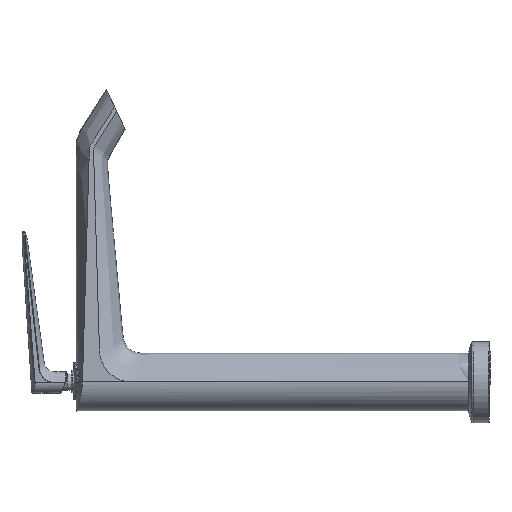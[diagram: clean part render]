
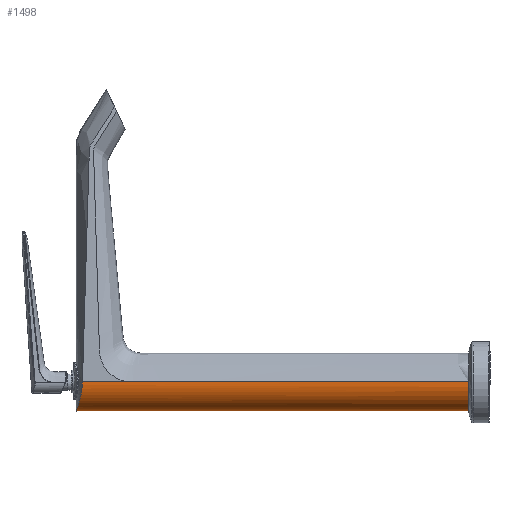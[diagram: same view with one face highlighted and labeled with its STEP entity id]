
A CAD part, left-side view. The second image highlights one B-rep face of the part: STEP entity #1498.
In plain terms, the highlighted cylindrical face has radius 18 mm (diameter 36 mm), a partial arc.
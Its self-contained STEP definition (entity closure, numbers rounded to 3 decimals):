
#21=LINE('',#3010,#38);
#22=LINE('',#3012,#39);
#23=LINE('',#3013,#40);
#38=VECTOR('',#1792,238.269);
#39=VECTOR('',#1793,32.911);
#40=VECTOR('',#1794,205.358);
#207=B_SPLINE_CURVE_WITH_KNOTS('',3,(#2231,#2232,#2233,#2234,#2235,#2236,
#2237,#2238,#2239,#2240,#2241,#2242,#2243,#2244,#2245,#2246),
 .UNSPECIFIED.,.F.,.F.,(4,2,2,2,2,2,2,4),(2.849,2.957,
3.126,3.465,3.93,4.536,5.184,
5.738),.UNSPECIFIED.);
#208=B_SPLINE_CURVE_WITH_KNOTS('',3,(#2247,#2248,#2249,#2250,#2251,#2252,
#2253,#2254,#2255,#2256,#2257,#2258,#2259,#2260,#2261,#2262),
 .UNSPECIFIED.,.F.,.F.,(4,2,2,2,2,2,2,4),(5.738,5.84,
6.525,7.245,7.908,8.322,8.503,
8.627),.UNSPECIFIED.);
#404=FACE_OUTER_BOUND('',#521,.T.);
#521=EDGE_LOOP('',(#1141,#1142,#1143,#1144,#1145,#1146));
#619=CIRCLE('',#1622,18.);
#662=VERTEX_POINT('',#2189);
#666=VERTEX_POINT('',#2215);
#667=VERTEX_POINT('',#2230);
#705=VERTEX_POINT('',#3007);
#706=VERTEX_POINT('',#3008);
#707=VERTEX_POINT('',#3011);
#807=EDGE_CURVE('',#666,#667,#207,.T.);
#808=EDGE_CURVE('',#667,#662,#208,.T.);
#862=EDGE_CURVE('',#705,#706,#619,.T.);
#863=EDGE_CURVE('',#706,#662,#21,.T.);
#864=EDGE_CURVE('',#707,#666,#22,.T.);
#865=EDGE_CURVE('',#705,#707,#23,.T.);
#1141=ORIENTED_EDGE('',*,*,#862,.T.);
#1142=ORIENTED_EDGE('',*,*,#863,.T.);
#1143=ORIENTED_EDGE('',*,*,#808,.F.);
#1144=ORIENTED_EDGE('',*,*,#807,.F.);
#1145=ORIENTED_EDGE('',*,*,#864,.F.);
#1146=ORIENTED_EDGE('',*,*,#865,.F.);
#1452=CYLINDRICAL_SURFACE('',#1621,18.);
#1498=ADVANCED_FACE('',(#404),#1452,.T.);
#1621=AXIS2_PLACEMENT_3D('',#3006,#1788,#1789);
#1622=AXIS2_PLACEMENT_3D('',#3009,#1790,#1791);
#1788=DIRECTION('center_axis',(0.,1.,0.));
#1789=DIRECTION('ref_axis',(-1.,0.,-0.013));
#1790=DIRECTION('center_axis',(0.,1.,0.));
#1791=DIRECTION('ref_axis',(-1.,0.,-0.013));
#1792=DIRECTION('',(0.,1.,0.));
#1793=DIRECTION('',(0.,1.,0.));
#1794=DIRECTION('',(0.,1.,0.));
#2189=CARTESIAN_POINT('',(-17.998,251.108,0.236));
#2215=CARTESIAN_POINT('',(17.998,251.108,0.236));
#2230=CARTESIAN_POINT('',(0.,255.039,-18.));
#2231=CARTESIAN_POINT('Ctrl Pts',(17.998,251.108,0.236));
#2232=CARTESIAN_POINT('Ctrl Pts',(18.003,251.118,-0.121));
#2233=CARTESIAN_POINT('Ctrl Pts',(17.997,251.133,-0.478));
#2234=CARTESIAN_POINT('Ctrl Pts',(17.954,251.184,-1.398));
#2235=CARTESIAN_POINT('Ctrl Pts',(17.902,251.227,-1.96));
#2236=CARTESIAN_POINT('Ctrl Pts',(17.666,251.384,-3.632));
#2237=CARTESIAN_POINT('Ctrl Pts',(17.405,251.528,-4.724));
#2238=CARTESIAN_POINT('Ctrl Pts',(16.555,251.939,-7.23));
#2239=CARTESIAN_POINT('Ctrl Pts',(15.884,252.229,-8.603));
#2240=CARTESIAN_POINT('Ctrl Pts',(13.967,252.937,-11.525));
#2241=CARTESIAN_POINT('Ctrl Pts',(12.615,253.364,-12.992));
#2242=CARTESIAN_POINT('Ctrl Pts',(9.373,254.155,-15.513));
#2243=CARTESIAN_POINT('Ctrl Pts',(7.469,254.507,-16.518));
#2244=CARTESIAN_POINT('Ctrl Pts',(3.666,254.934,-17.718));
#2245=CARTESIAN_POINT('Ctrl Pts',(1.84,255.039,-18.));
#2246=CARTESIAN_POINT('Ctrl Pts',(0.,255.039,
-18.));
#2247=CARTESIAN_POINT('Ctrl Pts',(0.,255.039,
-18.));
#2248=CARTESIAN_POINT('Ctrl Pts',(-0.337,255.039,-18.));
#2249=CARTESIAN_POINT('Ctrl Pts',(-0.674,255.035,-17.991));
#2250=CARTESIAN_POINT('Ctrl Pts',(-3.295,254.981,-17.843));
#2251=CARTESIAN_POINT('Ctrl Pts',(-5.517,254.773,-17.283));
#2252=CARTESIAN_POINT('Ctrl Pts',(-9.726,254.101,-15.331));
#2253=CARTESIAN_POINT('Ctrl Pts',(-11.649,253.633,-13.922));
#2254=CARTESIAN_POINT('Ctrl Pts',(-14.706,252.697,-10.603));
#2255=CARTESIAN_POINT('Ctrl Pts',(-15.877,252.237,-8.756));
#2256=CARTESIAN_POINT('Ctrl Pts',(-17.201,251.637,-5.476));
#2257=CARTESIAN_POINT('Ctrl Pts',(-17.568,251.442,-4.155));
#2258=CARTESIAN_POINT('Ctrl Pts',(-17.875,251.247,-2.205));
#2259=CARTESIAN_POINT('Ctrl Pts',(-17.938,251.198,-1.606));
#2260=CARTESIAN_POINT('Ctrl Pts',(-17.995,251.138,-0.591));
#2261=CARTESIAN_POINT('Ctrl Pts',(-18.004,251.12,-0.178));
#2262=CARTESIAN_POINT('Ctrl Pts',(-17.998,251.108,0.236));
#3006=CARTESIAN_POINT('Origin',(0.,0.,0.));
#3007=CARTESIAN_POINT('',(17.998,12.839,0.236));
#3008=CARTESIAN_POINT('',(-17.998,12.839,0.236));
#3009=CARTESIAN_POINT('Origin',(0.,12.839,0.));
#3010=CARTESIAN_POINT('',(-17.998,0.,0.236));
#3011=CARTESIAN_POINT('',(17.998,218.197,0.236));
#3012=CARTESIAN_POINT('',(17.998,0.,0.236));
#3013=CARTESIAN_POINT('',(17.998,0.,0.236));
